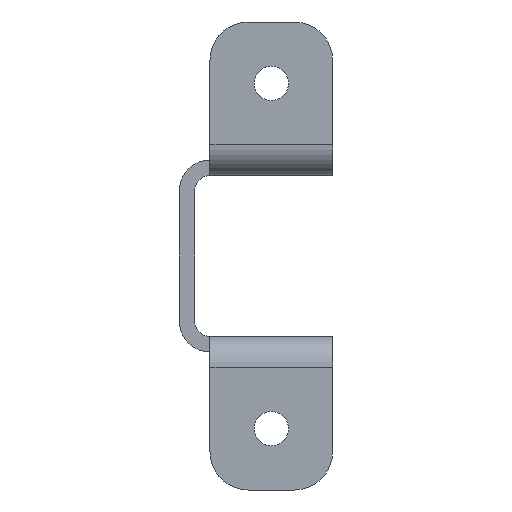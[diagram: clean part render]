
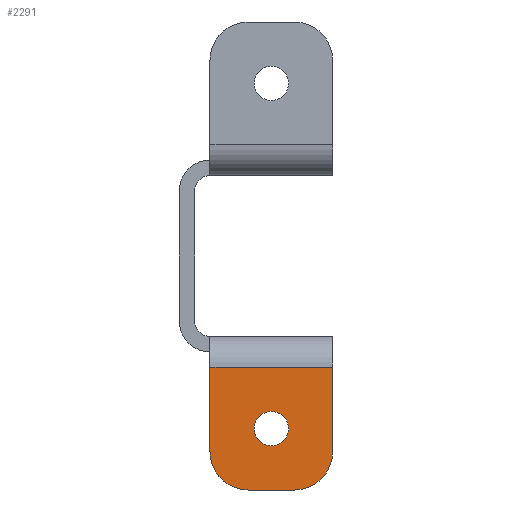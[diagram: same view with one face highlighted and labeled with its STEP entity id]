
A CAD part, left-side view. The second image highlights one B-rep face of the part: STEP entity #2291.
In plain terms, the highlighted planar face has unit normal (-1, 0, 0).
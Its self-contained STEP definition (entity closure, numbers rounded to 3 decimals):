
#57=FACE_BOUND('',#425,.T.);
#154=PLANE('',#2566);
#263=FACE_OUTER_BOUND('',#424,.T.);
#424=EDGE_LOOP('',(#1902,#1903,#1904,#1905,#1906,#1907));
#425=EDGE_LOOP('',(#1908));
#619=LINE('',#3760,#768);
#625=LINE('',#3777,#774);
#650=LINE('',#3844,#799);
#654=LINE('',#3859,#803);
#768=VECTOR('',#3099,10.);
#774=VECTOR('',#3115,2.88);
#799=VECTOR('',#3178,10.);
#803=VECTOR('',#3196,10.);
#950=CIRCLE('',#2512,2.25);
#959=CIRCLE('',#2531,5.);
#962=CIRCLE('',#2537,5.);
#1112=VERTEX_POINT('',#3682);
#1136=VERTEX_POINT('',#3747);
#1137=VERTEX_POINT('',#3748);
#1141=VERTEX_POINT('',#3758);
#1145=VERTEX_POINT('',#3770);
#1146=VERTEX_POINT('',#3771);
#1147=VERTEX_POINT('',#3776);
#1365=EDGE_CURVE('',#1112,#1112,#950,.T.);
#1395=EDGE_CURVE('',#1136,#1137,#959,.T.);
#1401=EDGE_CURVE('',#1136,#1141,#619,.T.);
#1406=EDGE_CURVE('',#1145,#1146,#962,.T.);
#1409=EDGE_CURVE('',#1147,#1146,#625,.T.);
#1442=EDGE_CURVE('',#1141,#1147,#650,.T.);
#1450=EDGE_CURVE('',#1145,#1137,#654,.T.);
#1902=ORIENTED_EDGE('',*,*,#1395,.F.);
#1903=ORIENTED_EDGE('',*,*,#1401,.T.);
#1904=ORIENTED_EDGE('',*,*,#1442,.T.);
#1905=ORIENTED_EDGE('',*,*,#1409,.T.);
#1906=ORIENTED_EDGE('',*,*,#1406,.F.);
#1907=ORIENTED_EDGE('',*,*,#1450,.T.);
#1908=ORIENTED_EDGE('',*,*,#1365,.T.);
#2291=ADVANCED_FACE('',(#263,#57),#154,.T.);
#2512=AXIS2_PLACEMENT_3D('',#3684,#3030,#3031);
#2531=AXIS2_PLACEMENT_3D('',#3749,#3089,#3090);
#2537=AXIS2_PLACEMENT_3D('',#3772,#3109,#3110);
#2566=AXIS2_PLACEMENT_3D('',#3862,#3200,#3201);
#3030=DIRECTION('center_axis',(1.,0.,0.));
#3031=DIRECTION('ref_axis',(0.,0.,
-1.));
#3089=DIRECTION('center_axis',(1.,0.,0.));
#3090=DIRECTION('ref_axis',(0.,-0.707,-0.707));
#3099=DIRECTION('',(0.,0.,1.));
#3109=DIRECTION('center_axis',(1.,0.,0.));
#3110=DIRECTION('ref_axis',(0.,0.707,-0.707));
#3115=DIRECTION('',(0.,0.,-1.));
#3178=DIRECTION('',(0.,1.,0.));
#3196=DIRECTION('',(0.,-1.,0.));
#3200=DIRECTION('center_axis',(-1.,0.,0.));
#3201=DIRECTION('ref_axis',(0.,0.,
1.));
#3682=CARTESIAN_POINT('',(-203.,-10.,-20.25));
#3684=CARTESIAN_POINT('Origin',(-203.,-10.,-22.5));
#3747=CARTESIAN_POINT('',(-203.,-18.,-25.5));
#3748=CARTESIAN_POINT('',(-203.,-13.,-30.5));
#3749=CARTESIAN_POINT('Origin',(-203.,-13.,-25.5));
#3758=CARTESIAN_POINT('',(-203.,-18.,-14.5));
#3760=CARTESIAN_POINT('',(-203.,-18.,-14.5));
#3770=CARTESIAN_POINT('',(-203.,-7.,-30.5));
#3771=CARTESIAN_POINT('',(-203.,-2.,-25.5));
#3772=CARTESIAN_POINT('Origin',(-203.,-7.,-25.5));
#3776=CARTESIAN_POINT('',(-203.,-2.,-14.5));
#3777=CARTESIAN_POINT('',(-203.,-2.,-5.452));
#3844=CARTESIAN_POINT('',(-203.,-10.,-14.5));
#3859=CARTESIAN_POINT('',(-203.,-18.,-30.5));
#3862=CARTESIAN_POINT('Origin',(-203.,-10.,-20.238));
